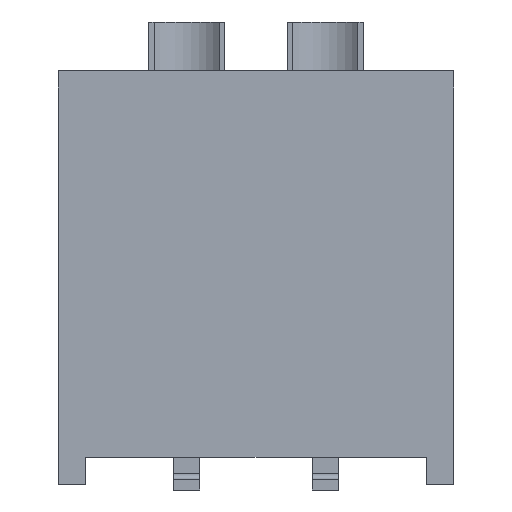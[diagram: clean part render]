
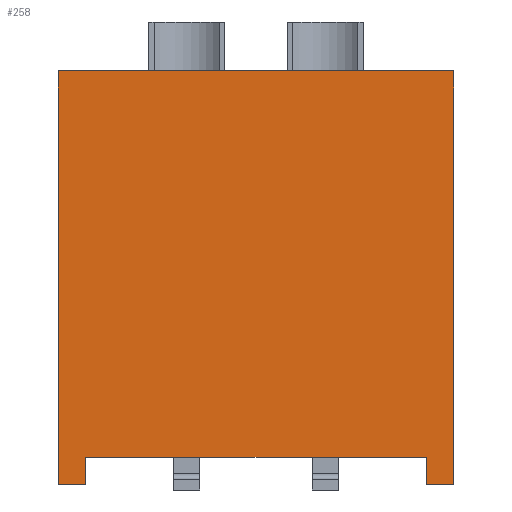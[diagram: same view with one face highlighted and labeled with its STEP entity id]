
A CAD part, front view. The second image highlights one B-rep face of the part: STEP entity #258.
In plain terms, the highlighted planar face has unit normal (0, -1, 0).
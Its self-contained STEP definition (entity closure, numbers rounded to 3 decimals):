
#13=DIRECTION('',(0.,0.,1.));
#22=VERTEX_POINT('',#23);
#23=CARTESIAN_POINT('',(3.13,-4.89,0.1));
#28=DIRECTION('',(0.,1.,0.));
#29=ORIENTED_EDGE('',*,*,#30,.T.);
#30=EDGE_CURVE('',#22,#31,#33,.T.);
#31=VERTEX_POINT('',#32);
#32=CARTESIAN_POINT('',(3.13,-4.89,0.6));
#33=LINE('',#23,#34);
#34=VECTOR('',#13,1.);
#52=EDGE_CURVE('',#22,#53,#55,.T.);
#53=VERTEX_POINT('',#54);
#54=CARTESIAN_POINT('',(3.63,-4.89,0.1));
#55=LINE('',#56,#57);
#56=CARTESIAN_POINT('',(-3.63,-4.89,0.1));
#57=VECTOR('',#58,1.);
#58=DIRECTION('',(1.,0.,0.));
#108=ORIENTED_EDGE('',*,*,#109,.F.);
#109=EDGE_CURVE('',#110,#31,#112,.T.);
#110=VERTEX_POINT('',#111);
#111=CARTESIAN_POINT('',(-3.13,-4.89,0.6));
#112=LINE('',#111,#57);
#258=ADVANCED_FACE('',(#259),#283,.F.);
#259=FACE_BOUND('',#260,.F.);
#260=EDGE_LOOP('',(#261,#266,#271,#276,#279,#29,#108,#280));
#261=ORIENTED_EDGE('',*,*,#262,.F.);
#262=EDGE_CURVE('',#263,#264,#55,.T.);
#263=VERTEX_POINT('',#56);
#264=VERTEX_POINT('',#265);
#265=CARTESIAN_POINT('',(-3.13,-4.89,0.1));
#266=ORIENTED_EDGE('',*,*,#267,.T.);
#267=EDGE_CURVE('',#263,#268,#270,.T.);
#268=VERTEX_POINT('',#269);
#269=CARTESIAN_POINT('',(-3.63,-4.89,7.7));
#270=LINE('',#56,#34);
#271=ORIENTED_EDGE('',*,*,#272,.T.);
#272=EDGE_CURVE('',#268,#273,#275,.T.);
#273=VERTEX_POINT('',#274);
#274=CARTESIAN_POINT('',(3.63,-4.89,7.7));
#275=LINE('',#269,#57);
#276=ORIENTED_EDGE('',*,*,#277,.F.);
#277=EDGE_CURVE('',#53,#273,#278,.T.);
#278=LINE('',#54,#34);
#279=ORIENTED_EDGE('',*,*,#52,.F.);
#280=ORIENTED_EDGE('',*,*,#281,.F.);
#281=EDGE_CURVE('',#264,#110,#282,.T.);
#282=LINE('',#265,#34);
#283=PLANE('',#284);
#284=AXIS2_PLACEMENT_3D('',#56,#28,#58);
